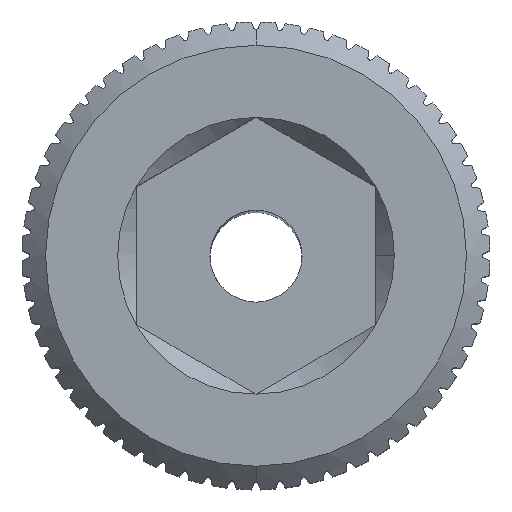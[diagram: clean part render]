
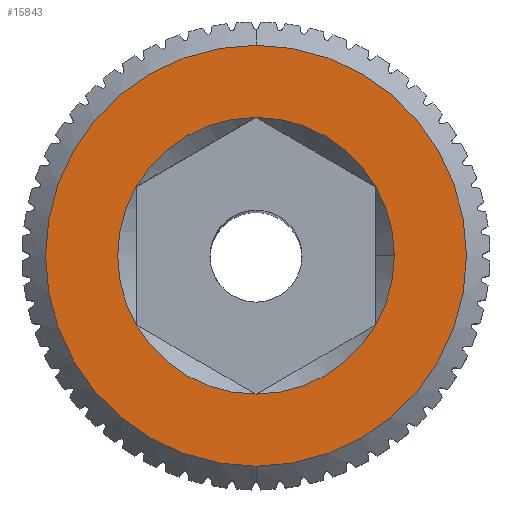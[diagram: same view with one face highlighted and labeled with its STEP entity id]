
A CAD part, top view. The second image highlights one B-rep face of the part: STEP entity #15843.
In plain terms, the highlighted planar face has unit normal (0, 0, 1).
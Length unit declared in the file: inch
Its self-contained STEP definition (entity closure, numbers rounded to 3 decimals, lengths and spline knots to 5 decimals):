
#54 = ORIENTED_EDGE ( 'NONE', *, *, #7906, .F. ) ;
#94 = CARTESIAN_POINT ( 'NONE',  ( 0., 0., 0.306 ) ) ;
#155 = AXIS2_PLACEMENT_3D ( 'NONE', #94, #3986, #2718 ) ;
#385 = ORIENTED_EDGE ( 'NONE', *, *, #8624, .F. ) ;
#887 = DIRECTION ( 'NONE',  ( 1., 0., 0. ) ) ;
#950 = EDGE_CURVE ( 'NONE', #8259, #5530, #1520, .T. ) ;
#972 = AXIS2_PLACEMENT_3D ( 'NONE', #10188, #5116, #10076 ) ;
#1000 = DIRECTION ( 'NONE',  ( 0., 0., 1. ) ) ;
#1134 = DIRECTION ( 'NONE',  ( 0., 0., 1. ) ) ;
#1251 = ORIENTED_EDGE ( 'NONE', *, *, #14431, .F. ) ;
#1403 = FACE_BOUND ( 'NONE', #6666, .T. ) ;
#1437 = VERTEX_POINT ( 'NONE', #2590 ) ;
#1520 = CIRCLE ( 'NONE', #155, 0.05413 ) ;
#1979 = ORIENTED_EDGE ( 'NONE', *, *, #13876, .F. ) ;
#2280 = CARTESIAN_POINT ( 'NONE',  ( 0., 0., 0.306 ) ) ;
#2340 = ORIENTED_EDGE ( 'NONE', *, *, #11911, .F. ) ;
#2590 = CARTESIAN_POINT ( 'NONE',  ( -0.04688, -0.02706, 0.306 ) ) ;
#2621 = CARTESIAN_POINT ( 'NONE',  ( 0., -0.08235, 0.306 ) ) ;
#2702 = CARTESIAN_POINT ( 'NONE',  ( 0., -0.05413, 0.306 ) ) ;
#2718 = DIRECTION ( 'NONE',  ( 1., 0., 0. ) ) ;
#2853 = AXIS2_PLACEMENT_3D ( 'NONE', #3428, #8417, #13273 ) ;
#3074 = CIRCLE ( 'NONE', #14946, 0.05413 ) ;
#3386 = CARTESIAN_POINT ( 'NONE',  ( 0., 0.08235, 0.306 ) ) ;
#3428 = CARTESIAN_POINT ( 'NONE',  ( 0., 0., 0.306 ) ) ;
#3528 = CARTESIAN_POINT ( 'NONE',  ( 0., 0., 0.306 ) ) ;
#3586 = AXIS2_PLACEMENT_3D ( 'NONE', #10262, #5255, #10166 ) ;
#3774 = DIRECTION ( 'NONE',  ( 0., 0., 1. ) ) ;
#3986 = DIRECTION ( 'NONE',  ( 0., 0., 1. ) ) ;
#3987 = AXIS2_PLACEMENT_3D ( 'NONE', #15658, #3774, #887 ) ;
#4083 = ORIENTED_EDGE ( 'NONE', *, *, #5067, .F. ) ;
#4101 = CARTESIAN_POINT ( 'NONE',  ( 0.05413, 0., 0.306 ) ) ;
#4530 = EDGE_CURVE ( 'NONE', #4623, #7509, #7578, .T. ) ;
#4623 = VERTEX_POINT ( 'NONE', #3386 ) ;
#4701 = ORIENTED_EDGE ( 'NONE', *, *, #950, .F. ) ;
#5067 = EDGE_CURVE ( 'NONE', #5530, #1437, #6381, .T. ) ;
#5116 = DIRECTION ( 'NONE',  ( 0., 0., 1. ) ) ;
#5255 = DIRECTION ( 'NONE',  ( 0., 0., -1. ) ) ;
#5475 = CARTESIAN_POINT ( 'NONE',  ( 0., 0.05413, 0.306 ) ) ;
#5530 = VERTEX_POINT ( 'NONE', #15613 ) ;
#5631 = CIRCLE ( 'NONE', #3987, 0.05413 ) ;
#5704 = DIRECTION ( 'NONE',  ( 0., 0., 1. ) ) ;
#5774 = CARTESIAN_POINT ( 'NONE',  ( 0., 0., 0.306 ) ) ;
#5833 = DIRECTION ( 'NONE',  ( 1., 0., 0. ) ) ;
#6381 = CIRCLE ( 'NONE', #10110, 0.05413 ) ;
#6536 = CIRCLE ( 'NONE', #2853, 0.08235 ) ;
#6656 = CIRCLE ( 'NONE', #9235, 0.05413 ) ;
#6666 = EDGE_LOOP ( 'NONE', ( #4701, #2340, #54, #385, #1979, #1251, #4083 ) ) ;
#6859 = VERTEX_POINT ( 'NONE', #15889 ) ;
#7177 = EDGE_LOOP ( 'NONE', ( #7460, #13353 ) ) ;
#7460 = ORIENTED_EDGE ( 'NONE', *, *, #4530, .T. ) ;
#7509 = VERTEX_POINT ( 'NONE', #2621 ) ;
#7578 = CIRCLE ( 'NONE', #15030, 0.08235 ) ;
#7906 = EDGE_CURVE ( 'NONE', #8234, #6859, #8119, .T. ) ;
#8119 = CIRCLE ( 'NONE', #14321, 0.05413 ) ;
#8234 = VERTEX_POINT ( 'NONE', #4101 ) ;
#8259 = VERTEX_POINT ( 'NONE', #5475 ) ;
#8417 = DIRECTION ( 'NONE',  ( 0., 0., 1. ) ) ;
#8422 = EDGE_CURVE ( 'NONE', #7509, #4623, #6536, .T. ) ;
#8603 = DIRECTION ( 'NONE',  ( 1., 0., 0. ) ) ;
#8624 = EDGE_CURVE ( 'NONE', #13001, #8234, #9288, .T. ) ;
#9221 = DIRECTION ( 'NONE',  ( 1., 0., 0. ) ) ;
#9235 = AXIS2_PLACEMENT_3D ( 'NONE', #14925, #16319, #8603 ) ;
#9288 = CIRCLE ( 'NONE', #972, 0.05413 ) ;
#9876 = VERTEX_POINT ( 'NONE', #2702 ) ;
#10076 = DIRECTION ( 'NONE',  ( 1., 0., 0. ) ) ;
#10110 = AXIS2_PLACEMENT_3D ( 'NONE', #3528, #1000, #12334 ) ;
#10166 = DIRECTION ( 'NONE',  ( 0., 1., 0. ) ) ;
#10188 = CARTESIAN_POINT ( 'NONE',  ( 0., 0., 0.306 ) ) ;
#10262 = CARTESIAN_POINT ( 'NONE',  ( 0., 0.08235, 0.306 ) ) ;
#10651 = CARTESIAN_POINT ( 'NONE',  ( 0., 0., 0.306 ) ) ;
#11911 = EDGE_CURVE ( 'NONE', #6859, #8259, #6656, .T. ) ;
#12030 = FACE_OUTER_BOUND ( 'NONE', #7177, .T. ) ;
#12042 = CARTESIAN_POINT ( 'NONE',  ( 0.04688, -0.02706, 0.306 ) ) ;
#12334 = DIRECTION ( 'NONE',  ( 1., 0., 0. ) ) ;
#13001 = VERTEX_POINT ( 'NONE', #12042 ) ;
#13273 = DIRECTION ( 'NONE',  ( 0., -1., 0. ) ) ;
#13353 = ORIENTED_EDGE ( 'NONE', *, *, #8422, .T. ) ;
#13361 = DIRECTION ( 'NONE',  ( 0., 0., 1. ) ) ;
#13876 = EDGE_CURVE ( 'NONE', #9876, #13001, #3074, .T. ) ;
#14321 = AXIS2_PLACEMENT_3D ( 'NONE', #5774, #13361, #5833 ) ;
#14431 = EDGE_CURVE ( 'NONE', #1437, #9876, #5631, .T. ) ;
#14924 = DIRECTION ( 'NONE',  ( 0., -1., 0. ) ) ;
#14925 = CARTESIAN_POINT ( 'NONE',  ( 0., 0., 0.306 ) ) ;
#14946 = AXIS2_PLACEMENT_3D ( 'NONE', #10651, #5704, #9221 ) ;
#15030 = AXIS2_PLACEMENT_3D ( 'NONE', #2280, #1134, #14924 ) ;
#15208 = PLANE ( 'NONE',  #3586 ) ;
#15613 = CARTESIAN_POINT ( 'NONE',  ( -0.04688, 0.02706, 0.306 ) ) ;
#15658 = CARTESIAN_POINT ( 'NONE',  ( 0., 0., 0.306 ) ) ;
#15843 = ADVANCED_FACE ( 'NONE', ( #1403, #12030 ), #15208, .F. ) ;
#15889 = CARTESIAN_POINT ( 'NONE',  ( 0.04688, 0.02706, 0.306 ) ) ;
#16319 = DIRECTION ( 'NONE',  ( 0., 0., 1. ) ) ;
